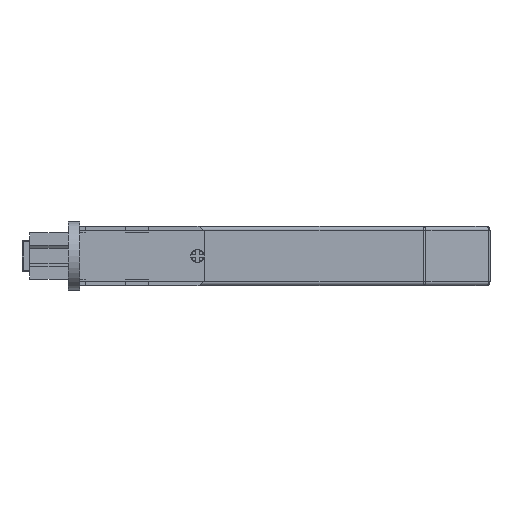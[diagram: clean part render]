
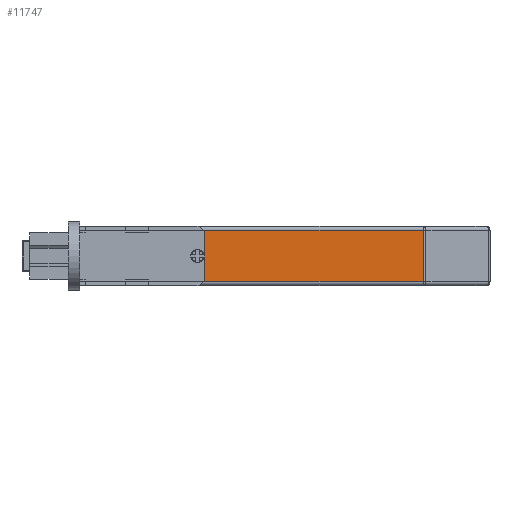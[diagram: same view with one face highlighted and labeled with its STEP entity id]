
A CAD part, front view. The second image highlights one B-rep face of the part: STEP entity #11747.
In plain terms, the highlighted planar face has unit normal (0, -1, 0).
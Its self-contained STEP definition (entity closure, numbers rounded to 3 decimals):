
#40 = VERTEX_POINT ( 'NONE', #5842 ) ;
#51 = LINE ( 'NONE', #3824, #11276 ) ;
#516 = EDGE_CURVE ( 'NONE', #4063, #4621, #3130, .T. ) ;
#863 = LINE ( 'NONE', #4589, #5676 ) ;
#870 = EDGE_CURVE ( 'NONE', #4063, #9100, #9334, .T. ) ;
#1076 = DIRECTION ( 'NONE',  ( -1., 0., 0. ) ) ;
#1218 = DIRECTION ( 'NONE',  ( 0., -1., 0. ) ) ;
#1265 = ORIENTED_EDGE ( 'NONE', *, *, #516, .F. ) ;
#2307 = ORIENTED_EDGE ( 'NONE', *, *, #9239, .F. ) ;
#2477 = CARTESIAN_POINT ( 'NONE',  ( 13., -14.7, -1.75 ) ) ;
#2744 = DIRECTION ( 'NONE',  ( 0., 0., 1. ) ) ;
#3130 = LINE ( 'NONE', #3263, #10424 ) ;
#3263 = CARTESIAN_POINT ( 'NONE',  ( 13., -14.7, -1.75 ) ) ;
#3347 = AXIS2_PLACEMENT_3D ( 'NONE', #3971, #4775, #7724 ) ;
#3410 = DIRECTION ( 'NONE',  ( 0., -1., 0. ) ) ;
#3824 = CARTESIAN_POINT ( 'NONE',  ( 13., -14.7, 12.75 ) ) ;
#3971 = CARTESIAN_POINT ( 'NONE',  ( 43.75, -14.7, 6. ) ) ;
#4063 = VERTEX_POINT ( 'NONE', #4645 ) ;
#4589 = CARTESIAN_POINT ( 'NONE',  ( 102.586, -14.7, -1.75 ) ) ;
#4621 = VERTEX_POINT ( 'NONE', #5228 ) ;
#4645 = CARTESIAN_POINT ( 'NONE',  ( 13., -14.7, -0.75 ) ) ;
#4775 = DIRECTION ( 'NONE',  ( 0., -1., 0. ) ) ;
#4838 = VERTEX_POINT ( 'NONE', #6683 ) ;
#5161 = CARTESIAN_POINT ( 'NONE',  ( 102.586, -14.7, 12.75 ) ) ;
#5228 = CARTESIAN_POINT ( 'NONE',  ( 13., -14.7, 12.75 ) ) ;
#5417 = EDGE_LOOP ( 'NONE', ( #2307, #9894 ) ) ;
#5443 = ORIENTED_EDGE ( 'NONE', *, *, #6328, .T. ) ;
#5676 = VECTOR ( 'NONE', #2744, 1000. ) ;
#5842 = CARTESIAN_POINT ( 'NONE',  ( 43.75, -14.7, 7.75 ) ) ;
#6166 = CIRCLE ( 'NONE', #12074, 1.75 ) ;
#6284 = FACE_OUTER_BOUND ( 'NONE', #8486, .T. ) ;
#6328 = EDGE_CURVE ( 'NONE', #9100, #9850, #863, .T. ) ;
#6683 = CARTESIAN_POINT ( 'NONE',  ( 43.75, -14.7, 4.25 ) ) ;
#7097 = AXIS2_PLACEMENT_3D ( 'NONE', #2477, #3410, #11022 ) ;
#7151 = ORIENTED_EDGE ( 'NONE', *, *, #9323, .T. ) ;
#7724 = DIRECTION ( 'NONE',  ( 0., 0., -1. ) ) ;
#7769 = CARTESIAN_POINT ( 'NONE',  ( 102.586, -14.7, -0.75 ) ) ;
#8193 = PLANE ( 'NONE',  #7097 ) ;
#8486 = EDGE_LOOP ( 'NONE', ( #1265, #10014, #5443, #7151 ) ) ;
#8639 = CIRCLE ( 'NONE', #3347, 1.75 ) ;
#8817 = EDGE_CURVE ( 'NONE', #40, #4838, #8639, .T. ) ;
#8868 = DIRECTION ( 'NONE',  ( 0., 0., -1. ) ) ;
#8939 = FACE_BOUND ( 'NONE', #5417, .T. ) ;
#9100 = VERTEX_POINT ( 'NONE', #7769 ) ;
#9239 = EDGE_CURVE ( 'NONE', #4838, #40, #6166, .T. ) ;
#9250 = VECTOR ( 'NONE', #9393, 1000. ) ;
#9323 = EDGE_CURVE ( 'NONE', #9850, #4621, #51, .T. ) ;
#9334 = LINE ( 'NONE', #11239, #9250 ) ;
#9393 = DIRECTION ( 'NONE',  ( 1., 0., 0. ) ) ;
#9824 = DIRECTION ( 'NONE',  ( 0., 0., 1. ) ) ;
#9850 = VERTEX_POINT ( 'NONE', #5161 ) ;
#9894 = ORIENTED_EDGE ( 'NONE', *, *, #8817, .F. ) ;
#10014 = ORIENTED_EDGE ( 'NONE', *, *, #870, .T. ) ;
#10424 = VECTOR ( 'NONE', #9824, 1000. ) ;
#11022 = DIRECTION ( 'NONE',  ( 0., 0., -1. ) ) ;
#11054 = CARTESIAN_POINT ( 'NONE',  ( 43.75, -14.7, 6. ) ) ;
#11239 = CARTESIAN_POINT ( 'NONE',  ( 103., -14.7, -0.75 ) ) ;
#11276 = VECTOR ( 'NONE', #1076, 1000. ) ;
#11747 = ADVANCED_FACE ( 'NONE', ( #8939, #6284 ), #8193, .T. ) ;
#12074 = AXIS2_PLACEMENT_3D ( 'NONE', #11054, #1218, #8868 ) ;
